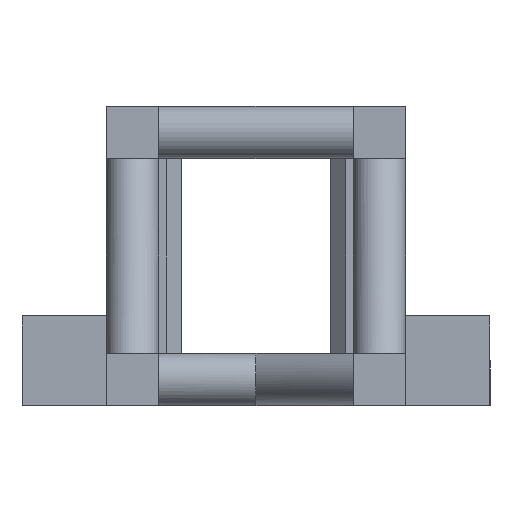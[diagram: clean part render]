
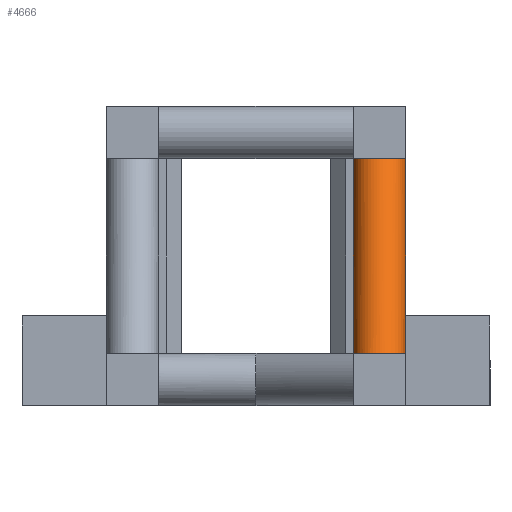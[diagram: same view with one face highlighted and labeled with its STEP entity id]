
A CAD part, front view. The second image highlights one B-rep face of the part: STEP entity #4666.
In plain terms, the highlighted cylindrical face has radius 3.5 mm (diameter 7 mm), a full revolution.
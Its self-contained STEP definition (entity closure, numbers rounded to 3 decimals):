
#43=CYLINDRICAL_SURFACE('',#5100,3.5);
#266=FACE_OUTER_BOUND('',#518,.T.);
#518=EDGE_LOOP('',(#3762,#3763,#3764,#3765,#3766,#3767,#3768,#3769,#3770,
#3771,#3772,#3773,#3774,#3775,#3776,#3777,#3778));
#964=LINE('',#7817,#1407);
#965=LINE('',#7823,#1408);
#1407=VECTOR('',#6311,3.5);
#1408=VECTOR('',#6316,3.5);
#1619=ELLIPSE('',#5018,4.704,3.5);
#1628=ELLIPSE('',#5069,4.704,3.5);
#1629=ELLIPSE('',#5070,4.704,3.5);
#1642=ELLIPSE('',#5101,4.704,3.5);
#1643=ELLIPSE('',#5102,5.239,3.5);
#1644=ELLIPSE('',#5103,4.704,3.5);
#1645=ELLIPSE('',#5104,4.704,3.5);
#1646=ELLIPSE('',#5105,4.704,3.5);
#1647=ELLIPSE('',#5106,4.704,3.5);
#1648=ELLIPSE('',#5107,4.704,3.5);
#1649=ELLIPSE('',#5108,4.704,3.5);
#1650=ELLIPSE('',#5109,4.704,3.5);
#1651=ELLIPSE('',#5110,5.239,3.5);
#1825=VERTEX_POINT('',#6992);
#2004=VERTEX_POINT('',#7515);
#2023=VERTEX_POINT('',#7570);
#2073=VERTEX_POINT('',#7733);
#2074=VERTEX_POINT('',#7735);
#2094=VERTEX_POINT('',#7816);
#2095=VERTEX_POINT('',#7818);
#2096=VERTEX_POINT('',#7820);
#2097=VERTEX_POINT('',#7822);
#2098=VERTEX_POINT('',#7825);
#2099=VERTEX_POINT('',#7827);
#2100=VERTEX_POINT('',#7829);
#2101=VERTEX_POINT('',#7832);
#2567=EDGE_CURVE('',#2004,#2023,#1619,.T.);
#2650=EDGE_CURVE('',#2073,#2074,#1628,.T.);
#2651=EDGE_CURVE('',#2074,#2004,#1629,.T.);
#2692=EDGE_CURVE('',#2023,#2073,#1642,.T.);
#2693=EDGE_CURVE('',#2074,#2094,#964,.T.);
#2694=EDGE_CURVE('',#2095,#2094,#1643,.T.);
#2695=EDGE_CURVE('',#2096,#2095,#1644,.T.);
#2696=EDGE_CURVE('',#2096,#2097,#965,.T.);
#2697=EDGE_CURVE('',#1825,#2097,#1645,.T.);
#2698=EDGE_CURVE('',#2098,#1825,#1646,.T.);
#2699=EDGE_CURVE('',#2099,#2098,#1647,.T.);
#2700=EDGE_CURVE('',#2100,#2099,#1648,.T.);
#2701=EDGE_CURVE('',#2097,#2100,#1649,.T.);
#2702=EDGE_CURVE('',#2101,#2096,#1650,.T.);
#2703=EDGE_CURVE('',#2094,#2101,#1651,.T.);
#3762=ORIENTED_EDGE('',*,*,#2650,.F.);
#3763=ORIENTED_EDGE('',*,*,#2692,.F.);
#3764=ORIENTED_EDGE('',*,*,#2567,.F.);
#3765=ORIENTED_EDGE('',*,*,#2651,.F.);
#3766=ORIENTED_EDGE('',*,*,#2693,.T.);
#3767=ORIENTED_EDGE('',*,*,#2694,.F.);
#3768=ORIENTED_EDGE('',*,*,#2695,.F.);
#3769=ORIENTED_EDGE('',*,*,#2696,.T.);
#3770=ORIENTED_EDGE('',*,*,#2697,.F.);
#3771=ORIENTED_EDGE('',*,*,#2698,.F.);
#3772=ORIENTED_EDGE('',*,*,#2699,.F.);
#3773=ORIENTED_EDGE('',*,*,#2700,.F.);
#3774=ORIENTED_EDGE('',*,*,#2701,.F.);
#3775=ORIENTED_EDGE('',*,*,#2696,.F.);
#3776=ORIENTED_EDGE('',*,*,#2702,.F.);
#3777=ORIENTED_EDGE('',*,*,#2703,.F.);
#3778=ORIENTED_EDGE('',*,*,#2693,.F.);
#4666=ADVANCED_FACE('',(#266),#43,.T.);
#5018=AXIS2_PLACEMENT_3D('',#7571,#6052,#6053);
#5069=AXIS2_PLACEMENT_3D('',#7736,#6217,#6218);
#5070=AXIS2_PLACEMENT_3D('',#7737,#6219,#6220);
#5100=AXIS2_PLACEMENT_3D('',#7814,#6307,#6308);
#5101=AXIS2_PLACEMENT_3D('',#7815,#6309,#6310);
#5102=AXIS2_PLACEMENT_3D('',#7819,#6312,#6313);
#5103=AXIS2_PLACEMENT_3D('',#7821,#6314,#6315);
#5104=AXIS2_PLACEMENT_3D('',#7824,#6317,#6318);
#5105=AXIS2_PLACEMENT_3D('',#7826,#6319,#6320);
#5106=AXIS2_PLACEMENT_3D('',#7828,#6321,#6322);
#5107=AXIS2_PLACEMENT_3D('',#7830,#6323,#6324);
#5108=AXIS2_PLACEMENT_3D('',#7831,#6325,#6326);
#5109=AXIS2_PLACEMENT_3D('',#7833,#6327,#6328);
#5110=AXIS2_PLACEMENT_3D('',#7834,#6329,#6330);
#6052=DIRECTION('center_axis',(0.,0.,-1.));
#6053=DIRECTION('ref_axis',(0.,-1.,0.));
#6217=DIRECTION('center_axis',(0.,0.,-1.));
#6218=DIRECTION('ref_axis',(0.,-1.,0.));
#6219=DIRECTION('center_axis',(0.,0.,-1.));
#6220=DIRECTION('ref_axis',(0.,-1.,0.));
#6307=DIRECTION('center_axis',(0.,-0.668,
-0.744));
#6308=DIRECTION('ref_axis',(0.,-0.744,0.668));
#6309=DIRECTION('center_axis',(0.,0.,-1.));
#6310=DIRECTION('ref_axis',(0.,-1.,0.));
#6311=DIRECTION('',(0.,0.668,0.744));
#6312=DIRECTION('center_axis',(0.,1.,0.));
#6313=DIRECTION('ref_axis',(0.,0.,
1.));
#6314=DIRECTION('center_axis',(0.,0.,-1.));
#6315=DIRECTION('ref_axis',(0.,-1.,0.));
#6316=DIRECTION('',(0.,0.668,0.744));
#6317=DIRECTION('center_axis',(0.,0.,1.));
#6318=DIRECTION('ref_axis',(0.,-1.,0.));
#6319=DIRECTION('center_axis',(0.,0.,1.));
#6320=DIRECTION('ref_axis',(0.,-1.,0.));
#6321=DIRECTION('center_axis',(0.,0.,1.));
#6322=DIRECTION('ref_axis',(0.,-1.,0.));
#6323=DIRECTION('center_axis',(0.,0.,1.));
#6324=DIRECTION('ref_axis',(0.,-1.,0.));
#6325=DIRECTION('center_axis',(0.,0.,1.));
#6326=DIRECTION('ref_axis',(0.,-1.,0.));
#6327=DIRECTION('center_axis',(0.,0.,-1.));
#6328=DIRECTION('ref_axis',(0.,-1.,0.));
#6329=DIRECTION('center_axis',(0.,1.,0.));
#6330=DIRECTION('ref_axis',(0.,0.,
1.));
#6992=CARTESIAN_POINT('',(40.,28.046,33.));
#7515=CARTESIAN_POINT('',(40.,4.704,7.));
#7570=CARTESIAN_POINT('',(36.5,0.,7.));
#7571=CARTESIAN_POINT('Origin',(36.5,4.704,7.));
#7733=CARTESIAN_POINT('',(33.,4.704,7.));
#7735=CARTESIAN_POINT('',(36.5,9.407,7.));
#7736=CARTESIAN_POINT('Origin',(36.5,4.704,7.));
#7737=CARTESIAN_POINT('Origin',(36.5,4.704,7.));
#7814=CARTESIAN_POINT('Origin',(36.5,16.522,20.163));
#7815=CARTESIAN_POINT('Origin',(36.5,4.704,7.));
#7816=CARTESIAN_POINT('',(36.5,16.375,14.761));
#7817=CARTESIAN_POINT('',(36.5,19.126,17.825));
#7818=CARTESIAN_POINT('',(40.,16.375,20.));
#7819=CARTESIAN_POINT('Origin',(36.5,16.375,20.));
#7820=CARTESIAN_POINT('',(36.5,21.079,20.));
#7821=CARTESIAN_POINT('Origin',(36.5,16.375,20.));
#7822=CARTESIAN_POINT('',(36.5,32.75,33.));
#7823=CARTESIAN_POINT('',(36.5,19.126,17.825));
#7824=CARTESIAN_POINT('Origin',(36.5,28.046,33.));
#7825=CARTESIAN_POINT('',(36.535,23.343,33.));
#7826=CARTESIAN_POINT('Origin',(36.5,28.046,33.));
#7827=CARTESIAN_POINT('',(36.465,23.343,33.));
#7828=CARTESIAN_POINT('Origin',(36.5,28.046,33.));
#7829=CARTESIAN_POINT('',(33.,28.046,33.));
#7830=CARTESIAN_POINT('Origin',(36.5,28.046,33.));
#7831=CARTESIAN_POINT('Origin',(36.5,28.046,33.));
#7832=CARTESIAN_POINT('',(33.,16.375,20.));
#7833=CARTESIAN_POINT('Origin',(36.5,16.375,20.));
#7834=CARTESIAN_POINT('Origin',(36.5,16.375,20.));
